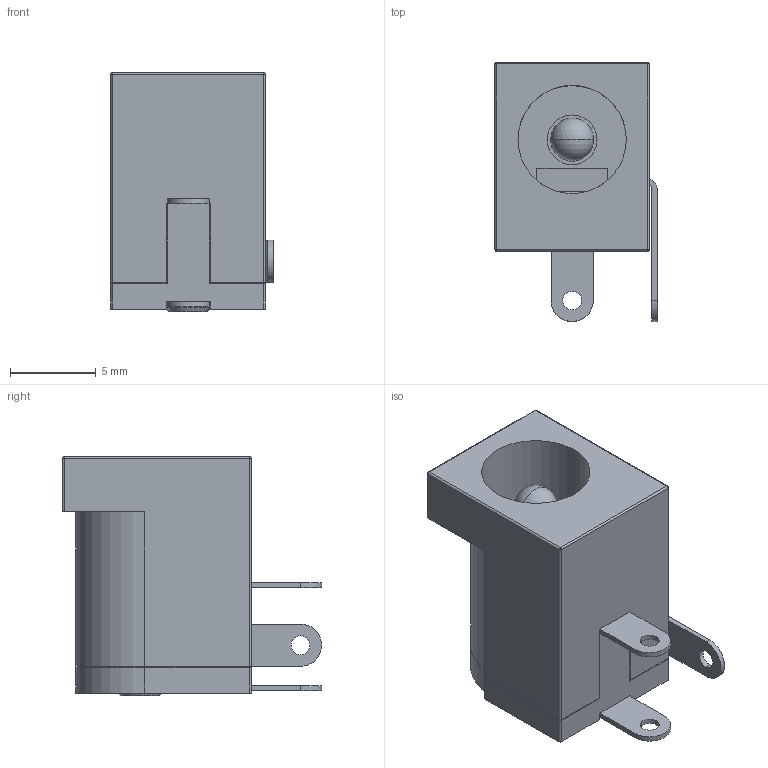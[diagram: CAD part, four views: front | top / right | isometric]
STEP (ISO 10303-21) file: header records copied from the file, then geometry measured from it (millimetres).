
FILE_DESCRIPTION (( 'STEP AP214' ), '1' );
FILE_NAME ('JACK P4 PCI 2,5mm.STEP', '2017-10-18T12:04:32', ( '' ), ( '' ), 'SwSTEP 2.0', 'SolidWorks 2016', '' );
FILE_SCHEMA (( 'AUTOMOTIVE_DESIGN' ));
Length unit declared in the file: millimetre
Products named in the file (1): JACK P4 PCI 2,5mm
Bounding box: 9.45 x 15.1 x 13.94 mm (x, y, z)
Volume: 838.7 mm3; surface area: 1338.9 mm2
Topology: 1 solids, 1 shells, 138 faces, 380 edges, 238 vertices
Faces by surface type: plane 74, cylinder 48, cone 8, sphere 6, torus 2
Entity records: 5177 total; most frequent: DIRECTION 768, CARTESIAN_POINT 745, ORIENTED_EDGE 740, EDGE_CURVE 370, AXIS2_PLACEMENT_3D 259, VECTOR 250, LINE 250, VERTEX_POINT 236
